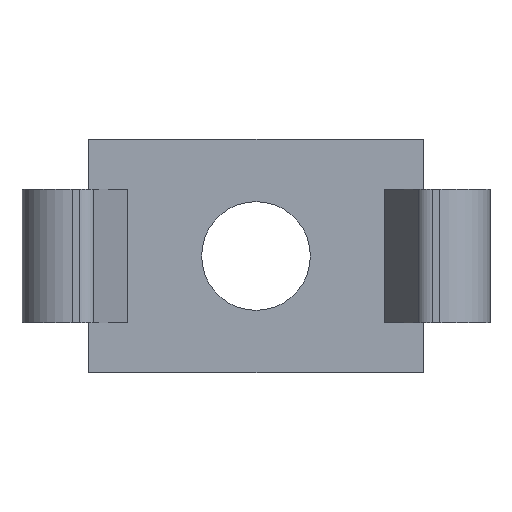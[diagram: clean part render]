
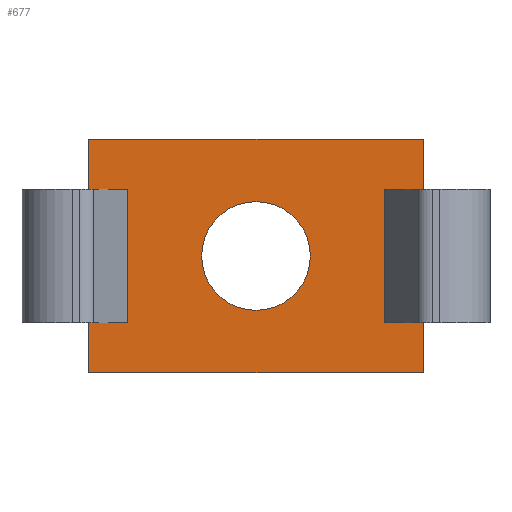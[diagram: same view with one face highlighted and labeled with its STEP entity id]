
A CAD part, front view. The second image highlights one B-rep face of the part: STEP entity #677.
In plain terms, the highlighted planar face has unit normal (0, -1, 0).
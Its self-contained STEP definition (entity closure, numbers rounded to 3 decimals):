
#15=FACE_BOUND('',#91,.T.);
#25=PLANE('',#744);
#55=FACE_OUTER_BOUND('',#90,.T.);
#90=EDGE_LOOP('',(#530,#531,#532,#533,#534,#535,#536,#537,#538,#539,#540,
#541));
#91=EDGE_LOOP('',(#542));
#116=LINE('',#982,#193);
#131=LINE('',#1032,#208);
#143=LINE('',#1055,#220);
#144=LINE('',#1058,#221);
#145=LINE('',#1060,#222);
#146=LINE('',#1062,#223);
#147=LINE('',#1064,#224);
#148=LINE('',#1066,#225);
#149=LINE('',#1068,#226);
#150=LINE('',#1070,#227);
#151=LINE('',#1072,#228);
#152=LINE('',#1073,#229);
#193=VECTOR('',#788,1000.);
#208=VECTOR('',#825,1000.);
#220=VECTOR('',#859,1000.);
#221=VECTOR('',#862,1000.);
#222=VECTOR('',#863,1000.);
#223=VECTOR('',#864,1000.);
#224=VECTOR('',#865,1000.);
#225=VECTOR('',#866,1000.);
#226=VECTOR('',#867,1000.);
#227=VECTOR('',#868,1000.);
#228=VECTOR('',#869,1000.);
#229=VECTOR('',#870,1000.);
#267=CIRCLE('',#719,3.25);
#289=VERTEX_POINT('',#970);
#293=VERTEX_POINT('',#979);
#294=VERTEX_POINT('',#981);
#306=VERTEX_POINT('',#1006);
#318=VERTEX_POINT('',#1030);
#319=VERTEX_POINT('',#1057);
#320=VERTEX_POINT('',#1059);
#321=VERTEX_POINT('',#1061);
#322=VERTEX_POINT('',#1063);
#323=VERTEX_POINT('',#1065);
#324=VERTEX_POINT('',#1067);
#325=VERTEX_POINT('',#1069);
#326=VERTEX_POINT('',#1071);
#355=EDGE_CURVE('',#289,#289,#267,.T.);
#360=EDGE_CURVE('',#294,#293,#116,.T.);
#385=EDGE_CURVE('',#318,#306,#131,.T.);
#397=EDGE_CURVE('',#318,#294,#143,.T.);
#398=EDGE_CURVE('',#319,#293,#144,.T.);
#399=EDGE_CURVE('',#319,#320,#145,.T.);
#400=EDGE_CURVE('',#320,#321,#146,.T.);
#401=EDGE_CURVE('',#321,#322,#147,.T.);
#402=EDGE_CURVE('',#323,#322,#148,.T.);
#403=EDGE_CURVE('',#324,#323,#149,.T.);
#404=EDGE_CURVE('',#325,#324,#150,.T.);
#405=EDGE_CURVE('',#326,#325,#151,.T.);
#406=EDGE_CURVE('',#326,#306,#152,.T.);
#530=ORIENTED_EDGE('',*,*,#360,.T.);
#531=ORIENTED_EDGE('',*,*,#398,.F.);
#532=ORIENTED_EDGE('',*,*,#399,.T.);
#533=ORIENTED_EDGE('',*,*,#400,.T.);
#534=ORIENTED_EDGE('',*,*,#401,.T.);
#535=ORIENTED_EDGE('',*,*,#402,.F.);
#536=ORIENTED_EDGE('',*,*,#403,.F.);
#537=ORIENTED_EDGE('',*,*,#404,.F.);
#538=ORIENTED_EDGE('',*,*,#405,.F.);
#539=ORIENTED_EDGE('',*,*,#406,.T.);
#540=ORIENTED_EDGE('',*,*,#385,.F.);
#541=ORIENTED_EDGE('',*,*,#397,.T.);
#542=ORIENTED_EDGE('',*,*,#355,.T.);
#677=ADVANCED_FACE('',(#55,#15),#25,.F.);
#719=AXIS2_PLACEMENT_3D('',#971,#779,#780);
#744=AXIS2_PLACEMENT_3D('',#1056,#860,#861);
#779=DIRECTION('center_axis',(0.,1.,0.));
#780=DIRECTION('ref_axis',(0.,0.,1.));
#788=DIRECTION('',(1.,0.,0.));
#825=DIRECTION('',(1.,0.,0.));
#859=DIRECTION('',(0.,0.,-1.));
#860=DIRECTION('center_axis',(0.,1.,0.));
#861=DIRECTION('ref_axis',(0.,0.,1.));
#862=DIRECTION('',(0.,0.,1.));
#863=DIRECTION('',(1.,0.,0.));
#864=DIRECTION('',(0.,0.,1.));
#865=DIRECTION('',(1.,0.,0.));
#866=DIRECTION('',(0.,0.,-1.));
#867=DIRECTION('',(1.,0.,0.));
#868=DIRECTION('',(0.,0.,-1.));
#869=DIRECTION('',(1.,0.,0.));
#870=DIRECTION('',(0.,0.,-1.));
#970=CARTESIAN_POINT('',(14.468,45.373,0.75));
#971=CARTESIAN_POINT('Origin',(14.468,45.373,4.));
#979=CARTESIAN_POINT('',(4.468,45.373,0.));
#981=CARTESIAN_POINT('',(3.468,45.373,0.));
#982=CARTESIAN_POINT('',(25.468,45.373,0.));
#1006=CARTESIAN_POINT('',(4.468,45.373,8.));
#1030=CARTESIAN_POINT('',(3.468,45.373,8.));
#1032=CARTESIAN_POINT('',(4.468,45.373,8.));
#1055=CARTESIAN_POINT('',(3.468,45.373,8.));
#1056=CARTESIAN_POINT('Origin',(25.468,45.373,8.));
#1057=CARTESIAN_POINT('',(4.468,45.373,-3.));
#1058=CARTESIAN_POINT('',(4.468,45.373,-3.));
#1059=CARTESIAN_POINT('',(24.468,45.373,-3.));
#1060=CARTESIAN_POINT('',(4.468,45.373,-3.));
#1061=CARTESIAN_POINT('',(24.468,45.373,0.));
#1062=CARTESIAN_POINT('',(24.468,45.373,-3.));
#1063=CARTESIAN_POINT('',(25.468,45.373,0.));
#1064=CARTESIAN_POINT('',(25.468,45.373,0.));
#1065=CARTESIAN_POINT('',(25.468,45.373,8.));
#1066=CARTESIAN_POINT('',(25.468,45.373,8.));
#1067=CARTESIAN_POINT('',(24.468,45.373,8.));
#1068=CARTESIAN_POINT('',(4.468,45.373,8.));
#1069=CARTESIAN_POINT('',(24.468,45.373,11.));
#1070=CARTESIAN_POINT('',(24.468,45.373,11.));
#1071=CARTESIAN_POINT('',(4.468,45.373,11.));
#1072=CARTESIAN_POINT('',(4.468,45.373,11.));
#1073=CARTESIAN_POINT('',(4.468,45.373,11.));
